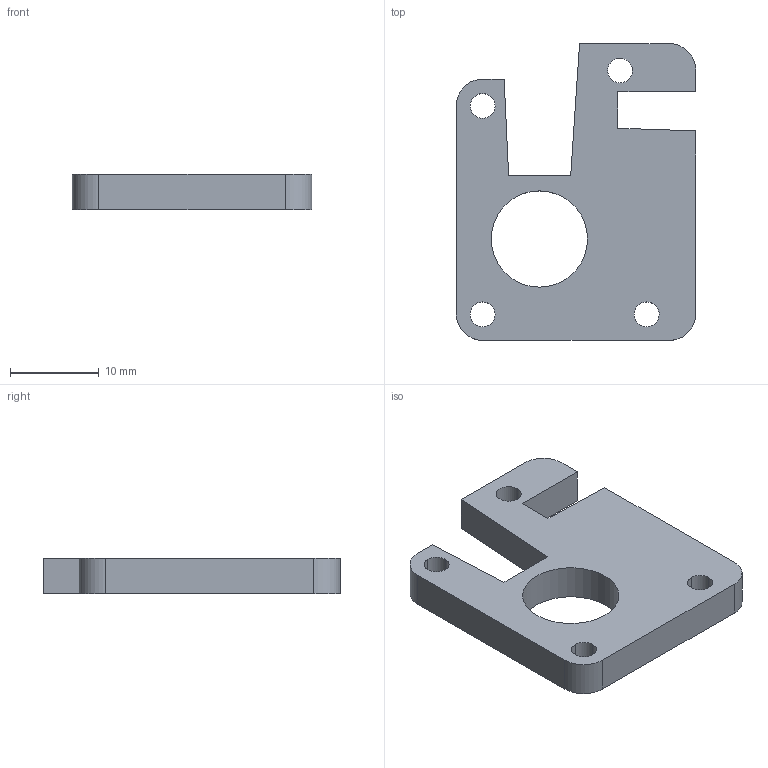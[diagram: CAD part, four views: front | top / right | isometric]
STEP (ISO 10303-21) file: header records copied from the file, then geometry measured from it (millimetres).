
FILE_DESCRIPTION (( 'STEP AP214' ), '1' );
FILE_NAME ('1117-A2P-A.STEP', '2013-05-15T14:50:42', ( '3DAssist' ), ( '' ), 'SwSTEP 2.0', 'SolidWorks 2013', '' );
FILE_SCHEMA (( 'AUTOMOTIVE_DESIGN' ));
Length unit declared in the file: millimetre
Products named in the file (1): 1117-A2P-A
Bounding box: 27 x 33.47 x 4 mm (x, y, z)
Volume: 2414.9 mm3; surface area: 2097.5 mm2
Topology: 1 solids, 1 shells, 34 faces, 96 edges, 64 vertices
Faces by surface type: bspline 19, plane 14, cylinder 1
Full cylindrical faces by diameter (mm): 10.85 x1
Entity records: 1257 total; most frequent: CARTESIAN_POINT 453, ORIENTED_EDGE 190, EDGE_CURVE 95, DIRECTION 91, VERTEX_POINT 64, VECTOR 55, LINE 55, EDGE_LOOP 45
